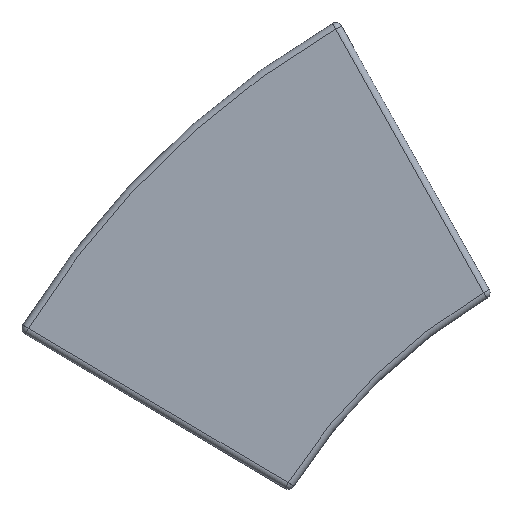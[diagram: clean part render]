
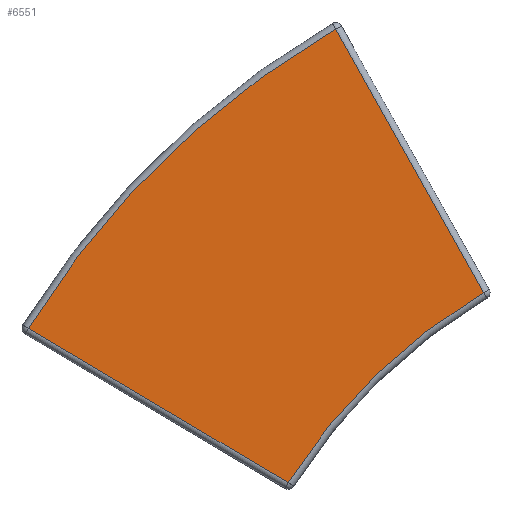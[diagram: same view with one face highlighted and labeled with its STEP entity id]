
A CAD part, top view. The second image highlights one B-rep face of the part: STEP entity #6551.
In plain terms, the highlighted face is planar.
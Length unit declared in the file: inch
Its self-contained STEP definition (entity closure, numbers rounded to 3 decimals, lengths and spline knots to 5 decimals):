
#647=PLANE('',#7165);
#836=LINE('',#9877,#1062);
#838=LINE('',#9890,#1064);
#1062=VECTOR('',#8004,0.3937);
#1064=VECTOR('',#8022,0.3937);
#1488=FACE_OUTER_BOUND('',#2004,.T.);
#2004=EDGE_LOOP('',(#4579,#4580,#4581,#4582));
#2576=CIRCLE('',#7146,45.04131);
#2580=CIRCLE('',#7155,68.5);
#2959=VERTEX_POINT('',#9842);
#2965=VERTEX_POINT('',#9856);
#2970=VERTEX_POINT('',#9868);
#2974=VERTEX_POINT('',#9883);
#3517=EDGE_CURVE('',#2959,#2970,#836,.T.);
#3522=EDGE_CURVE('',#2970,#2974,#2576,.T.);
#3524=EDGE_CURVE('',#2974,#2965,#838,.T.);
#3532=EDGE_CURVE('',#2965,#2959,#2580,.T.);
#4579=ORIENTED_EDGE('',*,*,#3517,.F.);
#4580=ORIENTED_EDGE('',*,*,#3532,.F.);
#4581=ORIENTED_EDGE('',*,*,#3524,.F.);
#4582=ORIENTED_EDGE('',*,*,#3522,.F.);
#6551=ADVANCED_FACE('',(#1488),#647,.F.);
#7146=AXIS2_PLACEMENT_3D('',#9887,#8016,#8017);
#7155=AXIS2_PLACEMENT_3D('',#9902,#8040,#8041);
#7165=AXIS2_PLACEMENT_3D('',#9918,#8066,#8067);
#8004=DIRECTION('',(-0.259,0.,0.966));
#8016=DIRECTION('center_axis',(0.,1.,0.));
#8017=DIRECTION('ref_axis',(0.001,0.,-1.));
#8022=DIRECTION('',(-0.259,0.,-0.966));
#8040=DIRECTION('center_axis',(0.,-1.,0.));
#8041=DIRECTION('ref_axis',(0.001,0.,
-1.));
#8066=DIRECTION('center_axis',(0.,-1.,0.));
#8067=DIRECTION('ref_axis',(0.,0.,-1.));
#9842=CARTESIAN_POINT('',(16.65615,13.96875,-12.43224));
#9856=CARTESIAN_POINT('',(-16.65197,13.96875,-12.45708));
#9868=CARTESIAN_POINT('',(10.58349,13.96875,10.23123));
#9877=CARTESIAN_POINT('',(10.95838,13.96875,8.83213));
#9883=CARTESIAN_POINT('',(-10.57909,13.96875,10.20723));
#9887=CARTESIAN_POINT('Origin',(-0.04746,13.96875,53.99998));
#9890=CARTESIAN_POINT('',(-20.71474,13.96875,-27.61952));
#9902=CARTESIAN_POINT('Origin',(-0.04746,13.96875,53.99998));
#9918=CARTESIAN_POINT('Origin',(0.00256,13.96875,0.80636));
